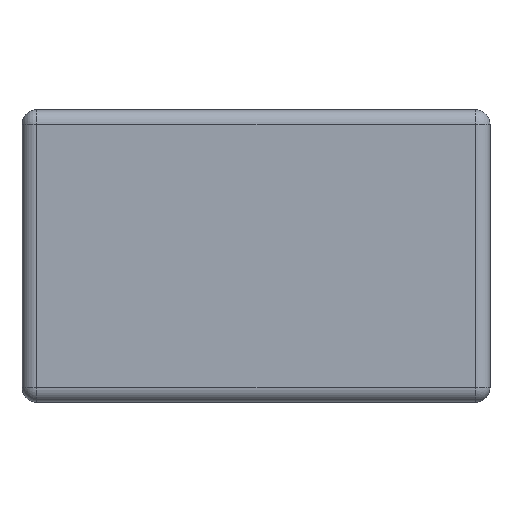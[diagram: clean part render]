
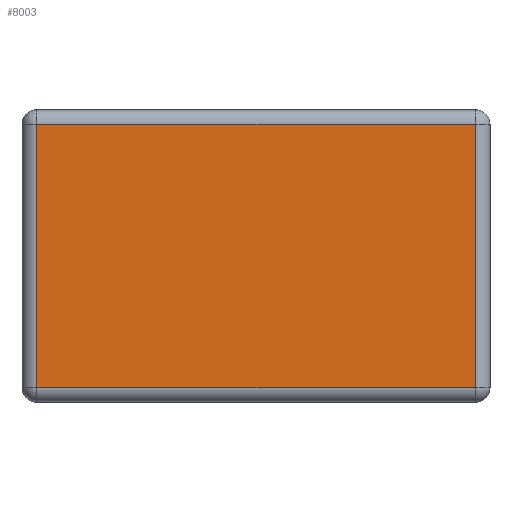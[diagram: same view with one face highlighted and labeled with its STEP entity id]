
A CAD part, left-side view. The second image highlights one B-rep face of the part: STEP entity #8003.
In plain terms, the highlighted planar face has unit normal (-1, 0, 0).
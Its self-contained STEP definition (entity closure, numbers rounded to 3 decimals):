
#799 = FACE_OUTER_BOUND ( 'NONE', #9286, .T. ) ;
#1331 = VERTEX_POINT ( 'NONE', #12928 ) ;
#1637 = AXIS2_PLACEMENT_3D ( 'NONE', #4454, #15725, #3262 ) ;
#1642 = ORIENTED_EDGE ( 'NONE', *, *, #7586, .T. ) ;
#1687 = EDGE_CURVE ( 'NONE', #9740, #15360, #16016, .T. ) ;
#1828 = DIRECTION ( 'NONE',  ( 0., -1., 0. ) ) ;
#1963 = PLANE ( 'NONE',  #1637 ) ;
#1983 = LINE ( 'NONE', #5621, #5497 ) ;
#2707 = CARTESIAN_POINT ( 'NONE',  ( -1., -0.75, -0.45 ) ) ;
#2852 = EDGE_CURVE ( 'NONE', #6959, #9740, #7327, .T. ) ;
#3262 = DIRECTION ( 'NONE',  ( 0., 0., -1. ) ) ;
#3778 = CARTESIAN_POINT ( 'NONE',  ( -1., -0.8, 0.45 ) ) ;
#4067 = CARTESIAN_POINT ( 'NONE',  ( -1., -0.75, 0.45 ) ) ;
#4454 = CARTESIAN_POINT ( 'NONE',  ( -1., -0.8, 0.5 ) ) ;
#4738 = DIRECTION ( 'NONE',  ( 0., 1., 0. ) ) ;
#5497 = VECTOR ( 'NONE', #1828, 1000. ) ;
#5621 = CARTESIAN_POINT ( 'NONE',  ( -1., -0.8, -0.45 ) ) ;
#5629 = DIRECTION ( 'NONE',  ( 0., 0., -1. ) ) ;
#5945 = CARTESIAN_POINT ( 'NONE',  ( -1., 0.75, 0.45 ) ) ;
#6123 = DIRECTION ( 'NONE',  ( 0., 0., 1. ) ) ;
#6423 = LINE ( 'NONE', #15513, #12458 ) ;
#6959 = VERTEX_POINT ( 'NONE', #2707 ) ;
#7327 = LINE ( 'NONE', #13755, #10196 ) ;
#7586 = EDGE_CURVE ( 'NONE', #1331, #6959, #1983, .T. ) ;
#8003 = ADVANCED_FACE ( 'NONE', ( #799 ), #1963, .F. ) ;
#9286 = EDGE_LOOP ( 'NONE', ( #12892, #10331, #1642, #16144 ) ) ;
#9740 = VERTEX_POINT ( 'NONE', #4067 ) ;
#10196 = VECTOR ( 'NONE', #6123, 1000. ) ;
#10331 = ORIENTED_EDGE ( 'NONE', *, *, #10606, .T. ) ;
#10606 = EDGE_CURVE ( 'NONE', #15360, #1331, #6423, .T. ) ;
#11701 = VECTOR ( 'NONE', #4738, 1000. ) ;
#12458 = VECTOR ( 'NONE', #5629, 1000. ) ;
#12892 = ORIENTED_EDGE ( 'NONE', *, *, #1687, .T. ) ;
#12928 = CARTESIAN_POINT ( 'NONE',  ( -1., 0.75, -0.45 ) ) ;
#13755 = CARTESIAN_POINT ( 'NONE',  ( -1., -0.75, 0.5 ) ) ;
#15360 = VERTEX_POINT ( 'NONE', #5945 ) ;
#15513 = CARTESIAN_POINT ( 'NONE',  ( -1., 0.75, 0.5 ) ) ;
#15725 = DIRECTION ( 'NONE',  ( 1., 0., 0. ) ) ;
#16016 = LINE ( 'NONE', #3778, #11701 ) ;
#16144 = ORIENTED_EDGE ( 'NONE', *, *, #2852, .T. ) ;
